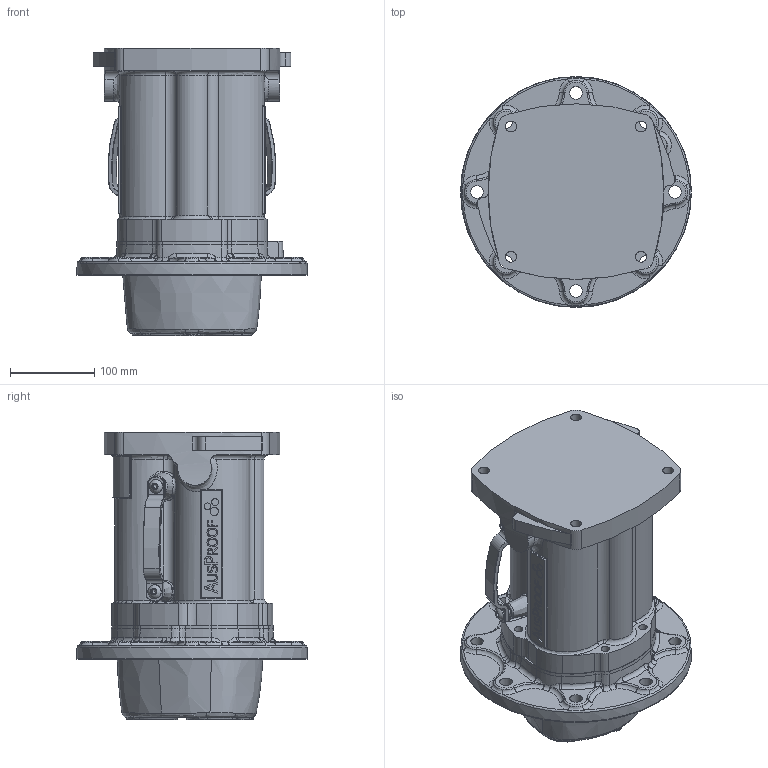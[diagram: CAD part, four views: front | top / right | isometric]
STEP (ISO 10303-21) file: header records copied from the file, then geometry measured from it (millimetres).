
FILE_DESCRIPTION(/* description */ (''),/* implementation_level */ '2;1');
FILE_NAME(/* name */ 'RS444_SLD body with Gear Mount Flange 2227_SLD.stp',/* time_stamp */ '2022-09-09T14:29:32+10:00',/* author */ ('a.tao491'),/* organization */ (''),/* preprocessor_version */ 'ST-DEVELOPER v16.5',/* originating_system */ 'Autodesk Inventor 2017',/* authorisation */ '');
FILE_SCHEMA (('AUTOMOTIVE_DESIGN { 1 0 10303 214 3 1 1 }'));
Products named in the file (6): RS444; 1210; 1216; 1221; 2328_SLD; 2227_SLD
Assembly tree (10 placements, depth 2):
  RS444
    1210  x2
    1216  x5
    1221
    2328_SLD
    2227_SLD
Bounding box: 274.05 x 274.05 x 341.3 mm (x, y, z)
Volume: 8433435.6 mm3; surface area: 450330 mm2
Topology: 10 solids, 10 shells, 1047 faces, 2576 edges, 1585 vertices
Faces by surface type: plane 325, bspline 263, cylinder 164, cone 157, torus 120, sphere 18
Full cylindrical faces by diameter (mm): 7.798 x5, 8 x2, 8.015 x1, 8.686 x1, 9.45 x5, 10 x7, 11 x4, 11.1 x1, 11.511 x1, 13 x4, 15 x8, 16.3 x5, 19.7 x1, 40 x1
Entity records: 34988 total; most frequent: CARTESIAN_POINT 15060, ORIENTED_EDGE 4284, DIRECTION 3584, EDGE_CURVE 2142, AXIS2_PLACEMENT_3D 1421, VERTEX_POINT 1363, EDGE_LOOP 1007, FACE_OUTER_BOUND 877
